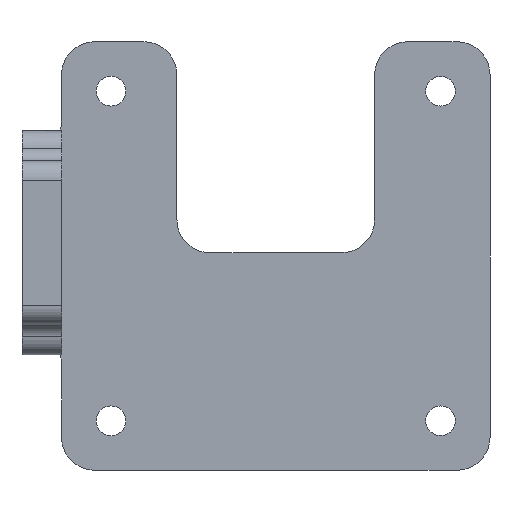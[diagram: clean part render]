
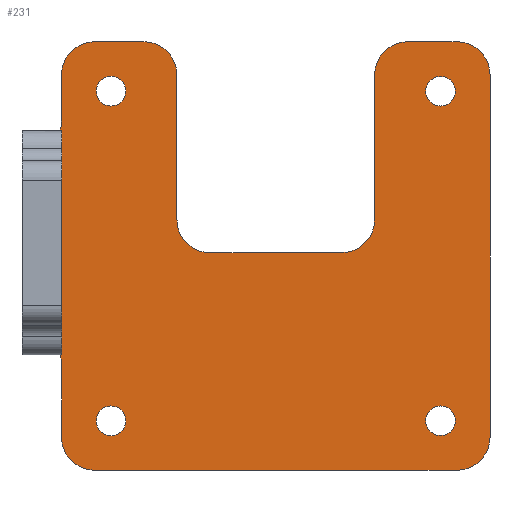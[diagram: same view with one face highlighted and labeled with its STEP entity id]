
A CAD part, front view. The second image highlights one B-rep face of the part: STEP entity #231.
In plain terms, the highlighted planar face has unit normal (0, -1, 0).
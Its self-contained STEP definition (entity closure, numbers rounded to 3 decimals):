
#151=FACE_BOUND('',#541,.T.);
#152=FACE_BOUND('',#542,.T.);
#153=FACE_BOUND('',#543,.T.);
#154=FACE_BOUND('',#544,.T.);
#155=FACE_BOUND('',#545,.T.);
#231=ADVANCED_FACE('',(#151,#152,#153,#154,#155),#349,.F.);
#349=PLANE('',#2536);
#541=EDGE_LOOP('',(#1027));
#542=EDGE_LOOP('',(#1028));
#543=EDGE_LOOP('',(#1029));
#544=EDGE_LOOP('',(#1030));
#545=EDGE_LOOP('',(#1031,#1032,#1033,#1034,#1035,#1036,#1037,#1038,#1039,
#1040,#1041,#1042,#1043,#1044,#1045,#1046,#1047,#1048,#1049,#1050,#1051,
#1052));
#732=CIRCLE('',#2522,2.25);
#733=CIRCLE('',#2523,2.25);
#734=CIRCLE('',#2524,2.25);
#735=CIRCLE('',#2525,2.25);
#736=CIRCLE('',#2526,6.);
#737=CIRCLE('',#2527,5.);
#738=CIRCLE('',#2528,5.);
#739=CIRCLE('',#2529,5.);
#740=CIRCLE('',#2530,5.);
#741=CIRCLE('',#2531,5.);
#742=CIRCLE('',#2532,5.);
#743=CIRCLE('',#2533,5.);
#744=CIRCLE('',#2534,5.);
#745=CIRCLE('',#2535,6.);
#1027=ORIENTED_EDGE('',*,*,#1861,.T.);
#1028=ORIENTED_EDGE('',*,*,#1862,.T.);
#1029=ORIENTED_EDGE('',*,*,#1863,.T.);
#1030=ORIENTED_EDGE('',*,*,#1864,.T.);
#1031=ORIENTED_EDGE('',*,*,#1816,.F.);
#1032=ORIENTED_EDGE('',*,*,#1865,.T.);
#1033=ORIENTED_EDGE('',*,*,#1866,.T.);
#1034=ORIENTED_EDGE('',*,*,#1852,.F.);
#1035=ORIENTED_EDGE('',*,*,#1867,.T.);
#1036=ORIENTED_EDGE('',*,*,#1868,.F.);
#1037=ORIENTED_EDGE('',*,*,#1869,.T.);
#1038=ORIENTED_EDGE('',*,*,#1870,.F.);
#1039=ORIENTED_EDGE('',*,*,#1871,.T.);
#1040=ORIENTED_EDGE('',*,*,#1859,.F.);
#1041=ORIENTED_EDGE('',*,*,#1872,.T.);
#1042=ORIENTED_EDGE('',*,*,#1873,.F.);
#1043=ORIENTED_EDGE('',*,*,#1874,.T.);
#1044=ORIENTED_EDGE('',*,*,#1875,.F.);
#1045=ORIENTED_EDGE('',*,*,#1876,.T.);
#1046=ORIENTED_EDGE('',*,*,#1877,.F.);
#1047=ORIENTED_EDGE('',*,*,#1878,.T.);
#1048=ORIENTED_EDGE('',*,*,#1855,.F.);
#1049=ORIENTED_EDGE('',*,*,#1879,.T.);
#1050=ORIENTED_EDGE('',*,*,#1850,.F.);
#1051=ORIENTED_EDGE('',*,*,#1880,.T.);
#1052=ORIENTED_EDGE('',*,*,#1881,.T.);
#1518=VERTEX_POINT('',#3547);
#1576=VERTEX_POINT('',#3718);
#1577=VERTEX_POINT('',#3720);
#1589=VERTEX_POINT('',#3789);
#1590=VERTEX_POINT('',#3791);
#1591=VERTEX_POINT('',#3795);
#1592=VERTEX_POINT('',#3796);
#1593=VERTEX_POINT('',#3801);
#1594=VERTEX_POINT('',#3802);
#1595=VERTEX_POINT('',#3807);
#1596=VERTEX_POINT('',#3809);
#1597=VERTEX_POINT('',#3813);
#1598=VERTEX_POINT('',#3815);
#1599=VERTEX_POINT('',#3817);
#1600=VERTEX_POINT('',#3819);
#1601=VERTEX_POINT('',#3821);
#1602=VERTEX_POINT('',#3824);
#1603=VERTEX_POINT('',#3826);
#1604=VERTEX_POINT('',#3828);
#1605=VERTEX_POINT('',#3830);
#1606=VERTEX_POINT('',#3833);
#1607=VERTEX_POINT('',#3835);
#1608=VERTEX_POINT('',#3837);
#1609=VERTEX_POINT('',#3839);
#1610=VERTEX_POINT('',#3841);
#1611=VERTEX_POINT('',#3843);
#1816=EDGE_CURVE('',#1576,#1577,#2102,.T.);
#1850=EDGE_CURVE('',#1589,#1590,#2121,.T.);
#1852=EDGE_CURVE('',#1591,#1592,#2123,.T.);
#1855=EDGE_CURVE('',#1593,#1594,#2126,.T.);
#1859=EDGE_CURVE('',#1595,#1596,#2130,.T.);
#1861=EDGE_CURVE('',#1597,#1597,#732,.T.);
#1862=EDGE_CURVE('',#1598,#1598,#733,.T.);
#1863=EDGE_CURVE('',#1599,#1599,#734,.T.);
#1864=EDGE_CURVE('',#1600,#1600,#735,.T.);
#1865=EDGE_CURVE('',#1576,#1601,#2132,.T.);
#1866=EDGE_CURVE('',#1601,#1592,#736,.T.);
#1867=EDGE_CURVE('',#1591,#1602,#737,.T.);
#1868=EDGE_CURVE('',#1603,#1602,#2133,.T.);
#1869=EDGE_CURVE('',#1603,#1604,#738,.T.);
#1870=EDGE_CURVE('',#1605,#1604,#2134,.T.);
#1871=EDGE_CURVE('',#1605,#1596,#739,.T.);
#1872=EDGE_CURVE('',#1595,#1606,#740,.T.);
#1873=EDGE_CURVE('',#1607,#1606,#2135,.T.);
#1874=EDGE_CURVE('',#1607,#1608,#741,.T.);
#1875=EDGE_CURVE('',#1609,#1608,#2136,.T.);
#1876=EDGE_CURVE('',#1609,#1610,#742,.T.);
#1877=EDGE_CURVE('',#1611,#1610,#2137,.T.);
#1878=EDGE_CURVE('',#1611,#1594,#743,.T.);
#1879=EDGE_CURVE('',#1593,#1590,#744,.T.);
#1880=EDGE_CURVE('',#1589,#1518,#745,.T.);
#1881=EDGE_CURVE('',#1518,#1577,#2138,.T.);
#2102=LINE('',#3719,#2298);
#2121=LINE('',#3790,#2317);
#2123=LINE('',#3794,#2319);
#2126=LINE('',#3800,#2322);
#2130=LINE('',#3808,#2326);
#2132=LINE('',#3820,#2328);
#2133=LINE('',#3825,#2329);
#2134=LINE('',#3829,#2330);
#2135=LINE('',#3834,#2331);
#2136=LINE('',#3838,#2332);
#2137=LINE('',#3842,#2333);
#2138=LINE('',#3847,#2334);
#2298=VECTOR('',#2881,1.);
#2317=VECTOR('',#2964,1.);
#2319=VECTOR('',#2968,1.);
#2322=VECTOR('',#2973,1.);
#2326=VECTOR('',#2979,1.);
#2328=VECTOR('',#2991,1.);
#2329=VECTOR('',#2996,1.);
#2330=VECTOR('',#2999,1.);
#2331=VECTOR('',#3004,1.);
#2332=VECTOR('',#3007,1.);
#2333=VECTOR('',#3010,1.);
#2334=VECTOR('',#3017,1.);
#2522=AXIS2_PLACEMENT_3D('',#3812,#2983,#2984);
#2523=AXIS2_PLACEMENT_3D('',#3814,#2985,#2986);
#2524=AXIS2_PLACEMENT_3D('',#3816,#2987,#2988);
#2525=AXIS2_PLACEMENT_3D('',#3818,#2989,#2990);
#2526=AXIS2_PLACEMENT_3D('',#3822,#2992,#2993);
#2527=AXIS2_PLACEMENT_3D('',#3823,#2994,#2995);
#2528=AXIS2_PLACEMENT_3D('',#3827,#2997,#2998);
#2529=AXIS2_PLACEMENT_3D('',#3831,#3000,#3001);
#2530=AXIS2_PLACEMENT_3D('',#3832,#3002,#3003);
#2531=AXIS2_PLACEMENT_3D('',#3836,#3005,#3006);
#2532=AXIS2_PLACEMENT_3D('',#3840,#3008,#3009);
#2533=AXIS2_PLACEMENT_3D('',#3844,#3011,#3012);
#2534=AXIS2_PLACEMENT_3D('',#3845,#3013,#3014);
#2535=AXIS2_PLACEMENT_3D('',#3846,#3015,#3016);
#2536=AXIS2_PLACEMENT_3D('',#3848,#3018,#3019);
#2881=DIRECTION('',(0.,0.,1.));
#2964=DIRECTION('',(0.,0.,1.));
#2968=DIRECTION('',(0.,0.,1.));
#2973=DIRECTION('',(1.,0.,0.));
#2979=DIRECTION('',(1.,0.,0.));
#2983=DIRECTION('',(0.,1.,0.));
#2984=DIRECTION('',(1.,0.,0.));
#2985=DIRECTION('',(0.,1.,0.));
#2986=DIRECTION('',(1.,0.,0.));
#2987=DIRECTION('',(0.,1.,0.));
#2988=DIRECTION('',(1.,0.,0.));
#2989=DIRECTION('',(0.,1.,0.));
#2990=DIRECTION('',(1.,0.,0.));
#2991=DIRECTION('',(-1.,0.,0.));
#2992=DIRECTION('',(0.,1.,0.));
#2993=DIRECTION('',(0.,0.,1.));
#2994=DIRECTION('',(0.,-1.,0.));
#2995=DIRECTION('',(0.,0.,1.));
#2996=DIRECTION('',(-1.,0.,0.));
#2997=DIRECTION('',(0.,-1.,0.));
#2998=DIRECTION('',(0.,0.,1.));
#2999=DIRECTION('',(0.,0.,-1.));
#3000=DIRECTION('',(0.,-1.,0.));
#3001=DIRECTION('',(0.,0.,1.));
#3002=DIRECTION('',(0.,-1.,0.));
#3003=DIRECTION('',(0.,0.,1.));
#3004=DIRECTION('',(0.,0.,1.));
#3005=DIRECTION('',(0.,1.,0.));
#3006=DIRECTION('',(0.,0.,1.));
#3007=DIRECTION('',(1.,0.,0.));
#3008=DIRECTION('',(0.,1.,0.));
#3009=DIRECTION('',(0.,0.,1.));
#3010=DIRECTION('',(0.,0.,-1.));
#3011=DIRECTION('',(0.,-1.,0.));
#3012=DIRECTION('',(0.,0.,1.));
#3013=DIRECTION('',(0.,-1.,0.));
#3014=DIRECTION('',(0.,0.,1.));
#3015=DIRECTION('',(0.,1.,0.));
#3016=DIRECTION('',(0.,0.,1.));
#3017=DIRECTION('',(1.,0.,0.));
#3018=DIRECTION('',(0.,1.,0.));
#3019=DIRECTION('',(0.,0.,1.));
#3547=CARTESIAN_POINT('',(-33.075,-3.,33.436));
#3718=CARTESIAN_POINT('',(-32.5,-3.,3.));
#3719=CARTESIAN_POINT('',(-32.5,-3.,-17.));
#3720=CARTESIAN_POINT('',(-32.5,-3.,33.436));
#3789=CARTESIAN_POINT('',(-32.5,-3.,36.));
#3790=CARTESIAN_POINT('',(-32.5,-3.,-17.));
#3791=CARTESIAN_POINT('',(-32.5,-3.,43.));
#3794=CARTESIAN_POINT('',(-32.5,-3.,-17.));
#3795=CARTESIAN_POINT('',(-32.5,-3.,-12.));
#3796=CARTESIAN_POINT('',(-32.5,-3.,-1.));
#3800=CARTESIAN_POINT('',(-32.5,-3.,48.));
#3801=CARTESIAN_POINT('',(-27.5,-3.,48.));
#3802=CARTESIAN_POINT('',(-20.,-3.,48.));
#3807=CARTESIAN_POINT('',(20.,-3.,48.));
#3808=CARTESIAN_POINT('',(-32.5,-3.,48.));
#3809=CARTESIAN_POINT('',(27.5,-3.,48.));
#3812=CARTESIAN_POINT('',(25.,-3.,40.5));
#3813=CARTESIAN_POINT('',(27.25,-3.,40.5));
#3814=CARTESIAN_POINT('',(25.,-3.,-9.5));
#3815=CARTESIAN_POINT('',(27.25,-3.,-9.5));
#3816=CARTESIAN_POINT('',(-25.,-3.,40.5));
#3817=CARTESIAN_POINT('',(-22.75,-3.,40.5));
#3818=CARTESIAN_POINT('',(-25.,-3.,-9.5));
#3819=CARTESIAN_POINT('',(-22.75,-3.,-9.5));
#3820=CARTESIAN_POINT('',(-38.5,-3.,3.));
#3821=CARTESIAN_POINT('',(-34.028,-3.,3.));
#3822=CARTESIAN_POINT('',(-38.5,-3.,-1.));
#3823=CARTESIAN_POINT('',(-27.5,-3.,-12.));
#3824=CARTESIAN_POINT('',(-27.5,-3.,-17.));
#3825=CARTESIAN_POINT('',(32.5,-3.,-17.));
#3826=CARTESIAN_POINT('',(27.5,-3.,-17.));
#3827=CARTESIAN_POINT('',(27.5,-3.,-12.));
#3828=CARTESIAN_POINT('',(32.5,-3.,-12.));
#3829=CARTESIAN_POINT('',(32.5,-3.,48.));
#3830=CARTESIAN_POINT('',(32.5,-3.,43.));
#3831=CARTESIAN_POINT('',(27.5,-3.,43.));
#3832=CARTESIAN_POINT('',(20.,-3.,43.));
#3833=CARTESIAN_POINT('',(15.,-3.,43.));
#3834=CARTESIAN_POINT('',(15.,-3.,16.));
#3835=CARTESIAN_POINT('',(15.,-3.,21.));
#3836=CARTESIAN_POINT('',(10.,-3.,21.));
#3837=CARTESIAN_POINT('',(10.,-3.,16.));
#3838=CARTESIAN_POINT('',(-15.,-3.,16.));
#3839=CARTESIAN_POINT('',(-10.,-3.,16.));
#3840=CARTESIAN_POINT('',(-10.,-3.,21.));
#3841=CARTESIAN_POINT('',(-15.,-3.,21.));
#3842=CARTESIAN_POINT('',(-15.,-3.,51.));
#3843=CARTESIAN_POINT('',(-15.,-3.,43.));
#3844=CARTESIAN_POINT('',(-20.,-3.,43.));
#3845=CARTESIAN_POINT('',(-27.5,-3.,43.));
#3846=CARTESIAN_POINT('',(-38.5,-3.,36.));
#3847=CARTESIAN_POINT('',(-38.5,-3.,33.436));
#3848=CARTESIAN_POINT('',(-25.,-3.,-9.5));
